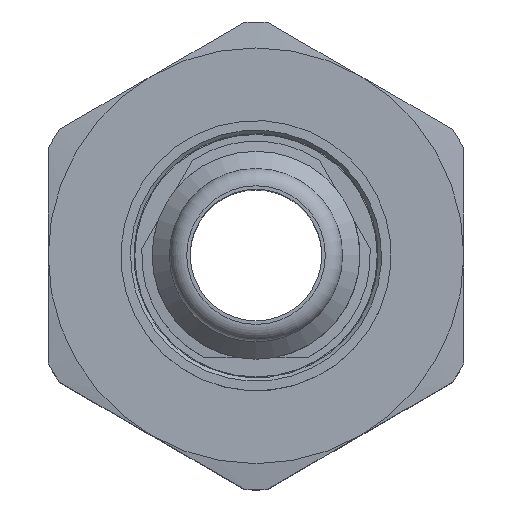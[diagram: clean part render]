
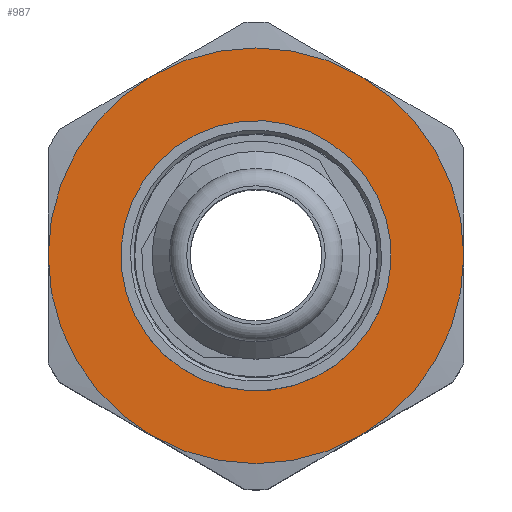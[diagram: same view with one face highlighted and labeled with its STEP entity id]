
A CAD part, top view. The second image highlights one B-rep face of the part: STEP entity #987.
In plain terms, the highlighted planar face has unit normal (0, 0, 1).
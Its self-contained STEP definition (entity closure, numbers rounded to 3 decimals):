
#57=FACE_BOUND('',#169,.T.);
#64=PLANE('',#1075);
#105=FACE_OUTER_BOUND('',#168,.T.);
#168=EDGE_LOOP('',(#660,#661,#662,#663,#664,#665));
#169=EDGE_LOOP('',(#666));
#310=CIRCLE('',#1074,7.8);
#311=CIRCLE('',#1076,12.);
#312=CIRCLE('',#1077,12.);
#313=CIRCLE('',#1078,12.);
#314=CIRCLE('',#1079,12.);
#315=CIRCLE('',#1080,12.);
#316=CIRCLE('',#1081,12.);
#390=VERTEX_POINT('',#1548);
#391=VERTEX_POINT('',#1552);
#392=VERTEX_POINT('',#1553);
#393=VERTEX_POINT('',#1555);
#394=VERTEX_POINT('',#1557);
#395=VERTEX_POINT('',#1559);
#396=VERTEX_POINT('',#1561);
#495=EDGE_CURVE('',#390,#390,#310,.T.);
#496=EDGE_CURVE('',#391,#392,#311,.T.);
#497=EDGE_CURVE('',#392,#393,#312,.T.);
#498=EDGE_CURVE('',#393,#394,#313,.T.);
#499=EDGE_CURVE('',#394,#395,#314,.T.);
#500=EDGE_CURVE('',#395,#396,#315,.T.);
#501=EDGE_CURVE('',#396,#391,#316,.T.);
#660=ORIENTED_EDGE('',*,*,#496,.T.);
#661=ORIENTED_EDGE('',*,*,#497,.T.);
#662=ORIENTED_EDGE('',*,*,#498,.T.);
#663=ORIENTED_EDGE('',*,*,#499,.T.);
#664=ORIENTED_EDGE('',*,*,#500,.T.);
#665=ORIENTED_EDGE('',*,*,#501,.T.);
#666=ORIENTED_EDGE('',*,*,#495,.T.);
#987=ADVANCED_FACE('',(#105,#57),#64,.T.);
#1074=AXIS2_PLACEMENT_3D('',#1550,#1232,#1233);
#1075=AXIS2_PLACEMENT_3D('',#1551,#1234,#1235);
#1076=AXIS2_PLACEMENT_3D('',#1554,#1236,#1237);
#1077=AXIS2_PLACEMENT_3D('',#1556,#1238,#1239);
#1078=AXIS2_PLACEMENT_3D('',#1558,#1240,#1241);
#1079=AXIS2_PLACEMENT_3D('',#1560,#1242,#1243);
#1080=AXIS2_PLACEMENT_3D('',#1562,#1244,#1245);
#1081=AXIS2_PLACEMENT_3D('',#1563,#1246,#1247);
#1232=DIRECTION('center_axis',(0.,0.,-1.));
#1233=DIRECTION('ref_axis',(0.916,-0.401,0.));
#1234=DIRECTION('center_axis',(0.,0.,1.));
#1235=DIRECTION('ref_axis',(1.,0.,0.));
#1236=DIRECTION('center_axis',(0.,0.,1.));
#1237=DIRECTION('ref_axis',(0.,1.,0.));
#1238=DIRECTION('center_axis',(0.,0.,1.));
#1239=DIRECTION('ref_axis',(0.,1.,0.));
#1240=DIRECTION('center_axis',(0.,0.,1.));
#1241=DIRECTION('ref_axis',(0.,1.,0.));
#1242=DIRECTION('center_axis',(0.,0.,1.));
#1243=DIRECTION('ref_axis',(0.,1.,0.));
#1244=DIRECTION('center_axis',(0.,0.,1.));
#1245=DIRECTION('ref_axis',(0.,1.,0.));
#1246=DIRECTION('center_axis',(0.,0.,1.));
#1247=DIRECTION('ref_axis',(0.,1.,0.));
#1548=CARTESIAN_POINT('',(-7.146,3.127,0.));
#1550=CARTESIAN_POINT('Origin',(0.,0.,
0.));
#1551=CARTESIAN_POINT('Origin',(0.,0.,
0.));
#1552=CARTESIAN_POINT('',(12.,0.,0.));
#1553=CARTESIAN_POINT('',(6.,10.392,0.));
#1554=CARTESIAN_POINT('Origin',(0.,0.,0.));
#1555=CARTESIAN_POINT('',(-6.,10.392,0.));
#1556=CARTESIAN_POINT('Origin',(0.,0.,0.));
#1557=CARTESIAN_POINT('',(-12.,0.,0.));
#1558=CARTESIAN_POINT('Origin',(0.,0.,0.));
#1559=CARTESIAN_POINT('',(-6.,-10.392,0.));
#1560=CARTESIAN_POINT('Origin',(0.,0.,0.));
#1561=CARTESIAN_POINT('',(6.,-10.392,0.));
#1562=CARTESIAN_POINT('Origin',(0.,0.,0.));
#1563=CARTESIAN_POINT('Origin',(0.,0.,0.));
